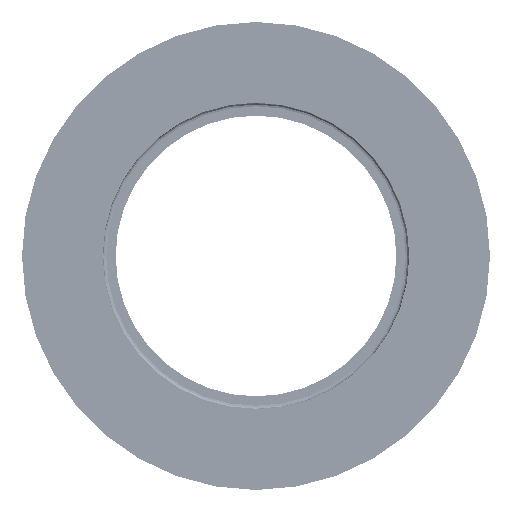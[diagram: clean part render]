
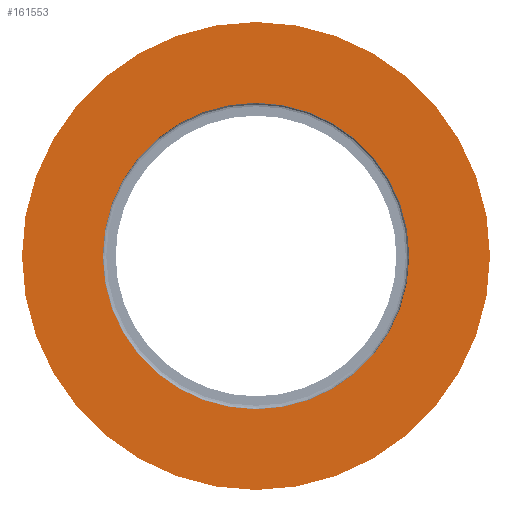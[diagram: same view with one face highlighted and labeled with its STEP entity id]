
A CAD part, left-side view. The second image highlights one B-rep face of the part: STEP entity #161553.
In plain terms, the highlighted planar face has unit normal (-1, 0, 0).
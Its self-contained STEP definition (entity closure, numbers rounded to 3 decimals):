
#3691 = CARTESIAN_POINT ( 'NONE',  ( 0., 0., 20. ) ) ;
#3852 = CARTESIAN_POINT ( 'NONE',  ( 0., 0., 0. ) ) ;
#7938 = DIRECTION ( 'NONE',  ( -1., 0., 0. ) ) ;
#11817 = CARTESIAN_POINT ( 'NONE',  ( 0., 13.1, 0. ) ) ;
#13605 = CIRCLE ( 'NONE', #103577, 13.1 ) ;
#15967 = CARTESIAN_POINT ( 'NONE',  ( 0., 0., 0. ) ) ;
#17288 = DIRECTION ( 'NONE',  ( 0., 0., 1. ) ) ;
#18435 = DIRECTION ( 'NONE',  ( 0., 0., 1. ) ) ;
#18675 = DIRECTION ( 'NONE',  ( -1., 0., 0. ) ) ;
#25193 = DIRECTION ( 'NONE',  ( 0., 0., -1. ) ) ;
#26967 = ORIENTED_EDGE ( 'NONE', *, *, #82228, .F. ) ;
#29335 = DIRECTION ( 'NONE',  ( 0., 0., 1. ) ) ;
#30081 = FACE_OUTER_BOUND ( 'NONE', #39217, .T. ) ;
#30981 = VERTEX_POINT ( 'NONE', #56501 ) ;
#32079 = ORIENTED_EDGE ( 'NONE', *, *, #114655, .F. ) ;
#35388 = VERTEX_POINT ( 'NONE', #106095 ) ;
#37148 = ORIENTED_EDGE ( 'NONE', *, *, #143481, .T. ) ;
#38635 = VERTEX_POINT ( 'NONE', #166413 ) ;
#39217 = EDGE_LOOP ( 'NONE', ( #37148, #45283 ) ) ;
#45283 = ORIENTED_EDGE ( 'NONE', *, *, #74691, .T. ) ;
#56501 = CARTESIAN_POINT ( 'NONE',  ( 0., 0., -13.1 ) ) ;
#74359 = CIRCLE ( 'NONE', #121947, 20. ) ;
#74691 = EDGE_CURVE ( 'NONE', #35388, #98702, #106249, .T. ) ;
#81168 = AXIS2_PLACEMENT_3D ( 'NONE', #11817, #103255, #25193 ) ;
#82228 = EDGE_CURVE ( 'NONE', #38635, #30981, #13605, .T. ) ;
#86564 = CARTESIAN_POINT ( 'NONE',  ( 0., 0., 0. ) ) ;
#91413 = CIRCLE ( 'NONE', #100024, 13.1 ) ;
#95727 = DIRECTION ( 'NONE',  ( -1., 0., 0. ) ) ;
#98702 = VERTEX_POINT ( 'NONE', #3691 ) ;
#99625 = DIRECTION ( 'NONE',  ( 0., 0., 1. ) ) ;
#100024 = AXIS2_PLACEMENT_3D ( 'NONE', #86564, #7938, #99625 ) ;
#103035 = AXIS2_PLACEMENT_3D ( 'NONE', #147079, #18675, #18435 ) ;
#103255 = DIRECTION ( 'NONE',  ( 1., 0., 0. ) ) ;
#103577 = AXIS2_PLACEMENT_3D ( 'NONE', #3852, #95727, #17288 ) ;
#106095 = CARTESIAN_POINT ( 'NONE',  ( 0., 0., -20. ) ) ;
#106249 = CIRCLE ( 'NONE', #103035, 20. ) ;
#107316 = DIRECTION ( 'NONE',  ( -1., 0., 0. ) ) ;
#114655 = EDGE_CURVE ( 'NONE', #30981, #38635, #91413, .T. ) ;
#121947 = AXIS2_PLACEMENT_3D ( 'NONE', #15967, #107316, #29335 ) ;
#125871 = EDGE_LOOP ( 'NONE', ( #26967, #32079 ) ) ;
#143481 = EDGE_CURVE ( 'NONE', #98702, #35388, #74359, .T. ) ;
#146103 = PLANE ( 'NONE',  #81168 ) ;
#147079 = CARTESIAN_POINT ( 'NONE',  ( 0., 0., 0. ) ) ;
#161553 = ADVANCED_FACE ( 'NONE', ( #167116, #30081 ), #146103, .F. ) ;
#166413 = CARTESIAN_POINT ( 'NONE',  ( 0., 0., 13.1 ) ) ;
#167116 = FACE_BOUND ( 'NONE', #125871, .T. ) ;
